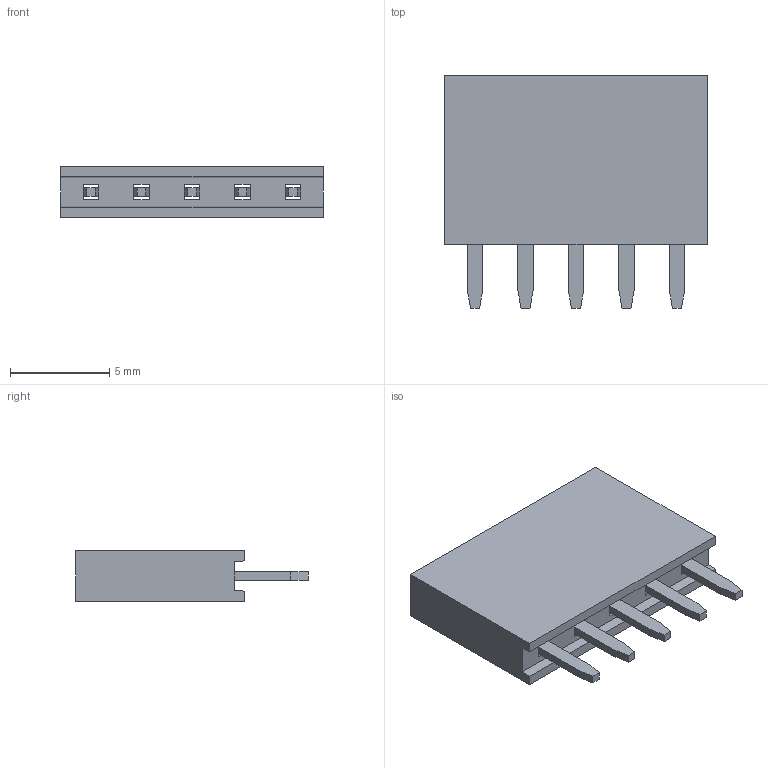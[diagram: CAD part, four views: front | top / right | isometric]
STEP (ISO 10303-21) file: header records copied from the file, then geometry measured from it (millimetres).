
FILE_DESCRIPTION (( 'STEP AP214' ), '1' );
FILE_NAME ('PPTC051LFBN-RC.STEP', '2022-03-14T22:02:38', ( '' ), ( '' ), 'SwSTEP 2.0', 'SolidWorks 2017', '' );
FILE_SCHEMA (( 'AUTOMOTIVE_DESIGN' ));
Length unit declared in the file: inch
Products named in the file (1): PPTC051LFBN-RC
Bounding box: 13.21 x 11.71 x 2.54 mm (x, y, z)
Volume: 262.1 mm3; surface area: 582 mm2
Topology: 6 solids, 6 shells, 125 faces, 319 edges, 206 vertices
Faces by surface type: plane 95, cylinder 30
Entity records: 4498 total; most frequent: CARTESIAN_POINT 651, ORIENTED_EDGE 638, DIRECTION 631, EDGE_CURVE 319, LINE 259, VECTOR 259, VERTEX_POINT 206, AXIS2_PLACEMENT_3D 186
